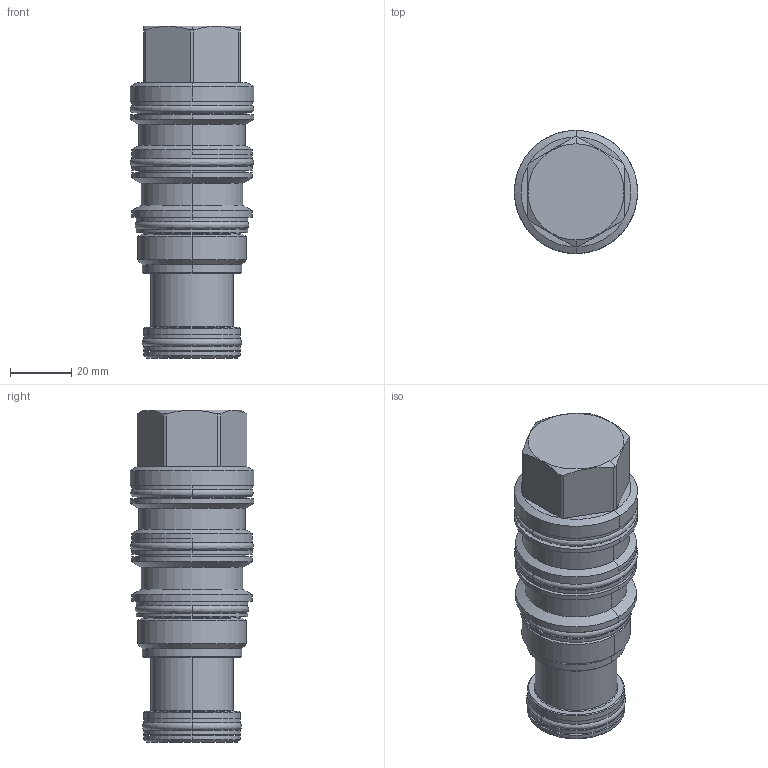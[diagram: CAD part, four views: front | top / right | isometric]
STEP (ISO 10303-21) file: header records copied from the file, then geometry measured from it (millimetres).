
FILE_DESCRIPTION((''),'2;1');
FILE_NAME('XPCA-XXN_PRT','2009-08-28T',('Administrator'),(''),'PRO/ENGINEER BY PARAMETRIC TECHNOLOGY CORPORATION, 2006240','PRO/ENGINEER BY PARAMETRIC TECHNOLOGY CORPORATION, 2006240','');
FILE_SCHEMA(('CONFIG_CONTROL_DESIGN'));
Length unit declared in the file: inch
Products named in the file (1): XPCA-XXN_PRT
Bounding box: 40.39 x 40.39 x 108.76 mm (x, y, z)
Volume: 100266.6 mm3; surface area: 21577.6 mm2
Topology: 4 solids, 4 shells, 153 faces, 330 edges, 198 vertices
Faces by surface type: cylinder 58, plane 33, torus 26, cone 22, revolution 14
Entity records: 4954 total; most frequent: CARTESIAN_POINT 1473, DIRECTION 794, ORIENTED_EDGE 660, AXIS2_PLACEMENT_3D 343, EDGE_CURVE 330, CIRCLE 204, VERTEX_POINT 198, EDGE_LOOP 172
